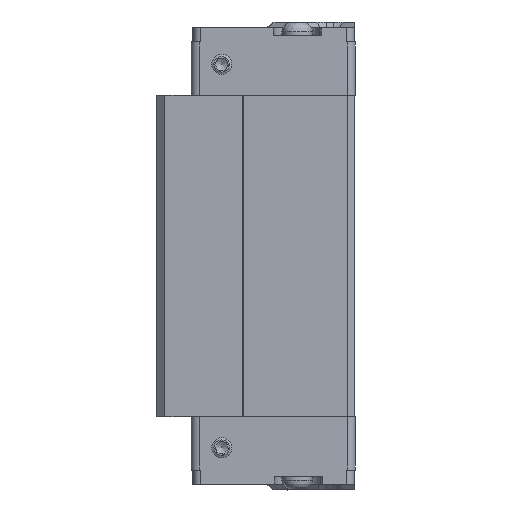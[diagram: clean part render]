
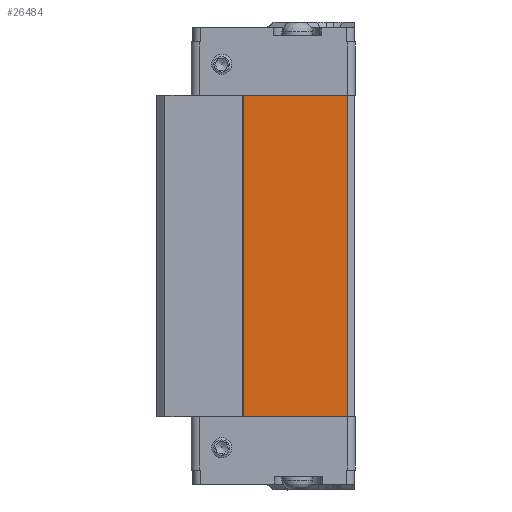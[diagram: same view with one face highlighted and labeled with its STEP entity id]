
A CAD part, left-side view. The second image highlights one B-rep face of the part: STEP entity #26484.
In plain terms, the highlighted planar face has unit normal (-1, 0, 0).
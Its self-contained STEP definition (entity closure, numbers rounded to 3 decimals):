
#737=PLANE('',#28431);
#2157=FACE_OUTER_BOUND('',#3697,.T.);
#3697=EDGE_LOOP('',(#19673,#19674,#19675,#19676));
#5145=LINE('',#39411,#7767);
#5556=LINE('',#41070,#8178);
#5602=LINE('',#41211,#8224);
#5603=LINE('',#41212,#8225);
#7767=VECTOR('',#31417,13.);
#8178=VECTOR('',#32622,13.);
#8224=VECTOR('',#32766,40.2);
#8225=VECTOR('',#32767,40.2);
#11266=VERTEX_POINT('',#39408);
#11267=VERTEX_POINT('',#39410);
#11681=VERTEX_POINT('',#41067);
#11682=VERTEX_POINT('',#41069);
#13957=EDGE_CURVE('',#11266,#11267,#5145,.T.);
#14580=EDGE_CURVE('',#11682,#11681,#5556,.T.);
#14650=EDGE_CURVE('',#11267,#11681,#5602,.T.);
#14651=EDGE_CURVE('',#11682,#11266,#5603,.T.);
#19673=ORIENTED_EDGE('',*,*,#14580,.T.);
#19674=ORIENTED_EDGE('',*,*,#14650,.F.);
#19675=ORIENTED_EDGE('',*,*,#13957,.F.);
#19676=ORIENTED_EDGE('',*,*,#14651,.F.);
#26484=ADVANCED_FACE('',(#2157),#737,.F.);
#28431=AXIS2_PLACEMENT_3D('',#41210,#32764,#32765);
#31417=DIRECTION('',(0.,-1.,0.));
#32622=DIRECTION('',(0.,-1.,0.));
#32764=DIRECTION('center_axis',(1.,0.,0.));
#32765=DIRECTION('ref_axis',(0.,0.,-1.));
#32766=DIRECTION('',(0.,0.,-1.));
#32767=DIRECTION('',(0.,0.,1.));
#39408=CARTESIAN_POINT('',(-16.85,6.6,20.1));
#39410=CARTESIAN_POINT('',(-16.85,-6.4,20.1));
#39411=CARTESIAN_POINT('',(-16.85,0.,20.1));
#41067=CARTESIAN_POINT('',(-16.85,-6.4,-20.1));
#41069=CARTESIAN_POINT('',(-16.85,6.6,-20.1));
#41070=CARTESIAN_POINT('',(-16.85,0.,-20.1));
#41210=CARTESIAN_POINT('Origin',(-16.85,-7.25,20.1));
#41211=CARTESIAN_POINT('',(-16.85,-6.4,20.1));
#41212=CARTESIAN_POINT('',(-16.85,6.6,20.1));
